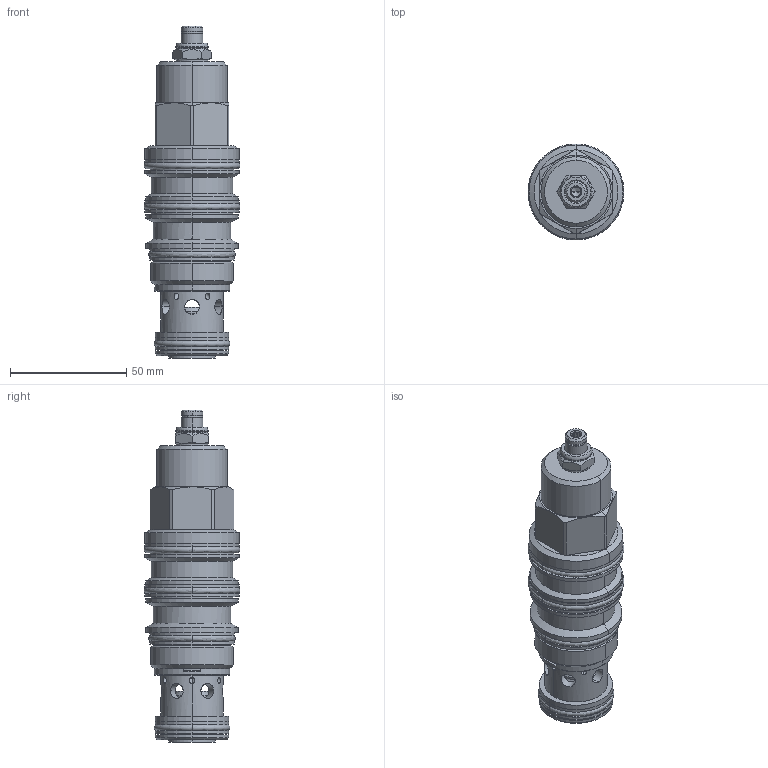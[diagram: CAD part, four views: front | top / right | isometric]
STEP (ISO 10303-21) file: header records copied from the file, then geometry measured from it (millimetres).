
FILE_DESCRIPTION((''),'2;1');
FILE_NAME('CWGA-LHN_PRT','2016-12-27T',('Administrator'),(''),'PRO/ENGINEER BY PARAMETRIC TECHNOLOGY CORPORATION, 2006240','PRO/ENGINEER BY PARAMETRIC TECHNOLOGY CORPORATION, 2006240','');
FILE_SCHEMA(('CONFIG_CONTROL_DESIGN'));
Length unit declared in the file: inch
Products named in the file (1): CWGA-LHN_PRT
Bounding box: 41.17 x 41.17 x 142.62 mm (x, y, z)
Volume: 93712.9 mm3; surface area: 36060.6 mm2
Topology: 9 solids, 9 shells, 385 faces, 886 edges, 534 vertices
Faces by surface type: cylinder 160, plane 87, cone 71, torus 48, revolution 16, sphere 3
Entity records: 14594 total; most frequent: CARTESIAN_POINT 5739, DIRECTION 1920, ORIENTED_EDGE 1764, EDGE_CURVE 882, AXIS2_PLACEMENT_3D 809, VERTEX_POINT 534, EDGE_LOOP 456, CIRCLE 440
